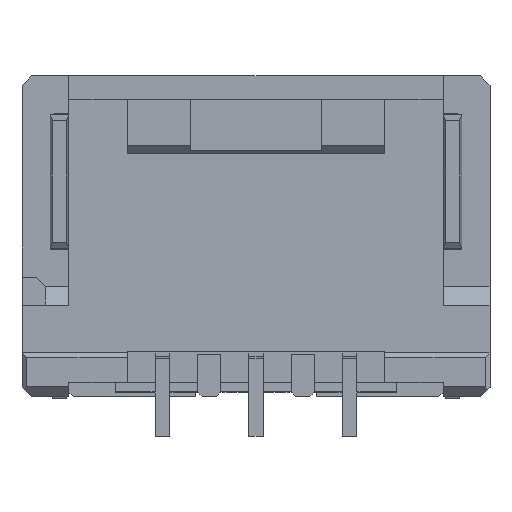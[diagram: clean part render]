
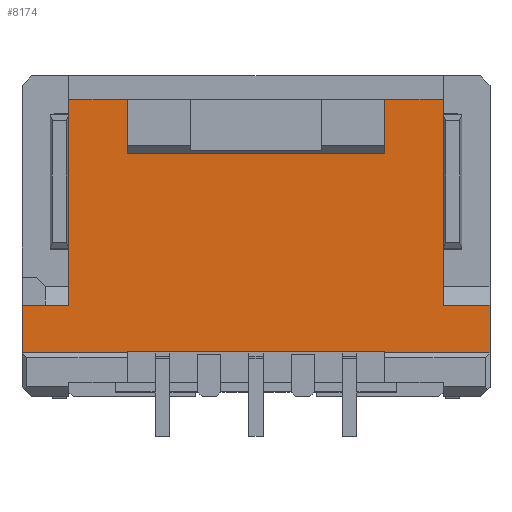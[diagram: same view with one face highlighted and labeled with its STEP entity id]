
A CAD part, top view. The second image highlights one B-rep face of the part: STEP entity #8174.
In plain terms, the highlighted planar face has unit normal (0, 0, 1).
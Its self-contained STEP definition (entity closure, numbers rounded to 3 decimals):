
#45=DIRECTION('',(0.,1.,0.));
#46=VECTOR('',#45,1.02);
#47=CARTESIAN_POINT('',(5.,-2.62,5.875));
#48=LINE('',#47,#46);
#317=DIRECTION('',(0.,1.,0.));
#318=VECTOR('',#317,4.4);
#319=CARTESIAN_POINT('',(4.,-1.6,5.875));
#320=LINE('',#319,#318);
#545=DIRECTION('',(0.,-1.,0.));
#546=VECTOR('',#545,4.4);
#547=CARTESIAN_POINT('',(-4.,2.8,5.875));
#548=LINE('',#547,#546);
#1679=DIRECTION('',(0.,1.,0.));
#1680=VECTOR('',#1679,1.02);
#1681=CARTESIAN_POINT('',(-5.,-2.62,5.875));
#1682=LINE('',#1681,#1680);
#1811=DIRECTION('',(1.,0.,0.));
#1812=VECTOR('',#1811,1.25);
#1813=CARTESIAN_POINT('',(-4.,2.8,5.875));
#1814=LINE('',#1813,#1812);
#1823=DIRECTION('',(-1.,0.,0.));
#1824=VECTOR('',#1823,1.25);
#1825=CARTESIAN_POINT('',(4.,2.8,5.875));
#1826=LINE('',#1825,#1824);
#1843=DIRECTION('',(-1.,0.,0.));
#1844=VECTOR('',#1843,5.5);
#1845=CARTESIAN_POINT('',(2.75,1.65,5.875));
#1846=LINE('',#1845,#1844);
#1883=DIRECTION('',(0.,-1.,0.));
#1884=VECTOR('',#1883,1.15);
#1885=CARTESIAN_POINT('',(2.75,2.8,5.875));
#1886=LINE('',#1885,#1884);
#1887=DIRECTION('',(0.,-1.,0.));
#1888=VECTOR('',#1887,1.15);
#1889=CARTESIAN_POINT('',(-2.75,2.8,5.875));
#1890=LINE('',#1889,#1888);
#1891=DIRECTION('',(-1.,0.,0.));
#1892=VECTOR('',#1891,1.);
#1893=CARTESIAN_POINT('',(5.,-1.6,5.875));
#1894=LINE('',#1893,#1892);
#1895=DIRECTION('',(-1.,0.,0.));
#1896=VECTOR('',#1895,2.25);
#1897=CARTESIAN_POINT('',(5.,-2.62,5.875));
#1898=LINE('',#1897,#1896);
#1899=DIRECTION('',(0.,1.,0.));
#1900=VECTOR('',#1899,0.02);
#1901=CARTESIAN_POINT('',(2.75,-2.62,5.875));
#1902=LINE('',#1901,#1900);
#1903=DIRECTION('',(-1.,0.,0.));
#1904=VECTOR('',#1903,5.5);
#1905=CARTESIAN_POINT('',(2.75,-2.6,5.875));
#1906=LINE('',#1905,#1904);
#1907=DIRECTION('',(0.,1.,0.));
#1908=VECTOR('',#1907,0.02);
#1909=CARTESIAN_POINT('',(-2.75,-2.62,5.875));
#1910=LINE('',#1909,#1908);
#1911=DIRECTION('',(-1.,0.,0.));
#1912=VECTOR('',#1911,2.25);
#1913=CARTESIAN_POINT('',(-2.75,-2.62,5.875));
#1914=LINE('',#1913,#1912);
#1915=DIRECTION('',(1.,0.,0.));
#1916=VECTOR('',#1915,1.);
#1917=CARTESIAN_POINT('',(-5.,-1.6,5.875));
#1918=LINE('',#1917,#1916);
#4407=CARTESIAN_POINT('',(-5.,-1.6,5.875));
#4408=CARTESIAN_POINT('',(-4.,-1.6,5.875));
#4409=VERTEX_POINT('',#4407);
#4410=VERTEX_POINT('',#4408);
#4417=CARTESIAN_POINT('',(-5.,-2.62,5.875));
#4418=VERTEX_POINT('',#4417);
#4439=CARTESIAN_POINT('',(5.,-1.6,5.875));
#4440=VERTEX_POINT('',#4439);
#4441=CARTESIAN_POINT('',(4.,-1.6,5.875));
#4442=VERTEX_POINT('',#4441);
#4449=CARTESIAN_POINT('',(5.,-2.62,5.875));
#4450=VERTEX_POINT('',#4449);
#5054=CARTESIAN_POINT('',(2.75,-2.6,5.875));
#5055=CARTESIAN_POINT('',(-2.75,-2.6,5.875));
#5056=VERTEX_POINT('',#5054);
#5057=VERTEX_POINT('',#5055);
#5058=CARTESIAN_POINT('',(-2.75,-2.62,5.875));
#5059=VERTEX_POINT('',#5058);
#5060=CARTESIAN_POINT('',(2.75,-2.62,5.875));
#5061=VERTEX_POINT('',#5060);
#5404=CARTESIAN_POINT('',(-2.75,1.65,5.875));
#5406=VERTEX_POINT('',#5404);
#5408=CARTESIAN_POINT('',(2.75,1.65,5.875));
#5410=VERTEX_POINT('',#5408);
#5416=CARTESIAN_POINT('',(-2.75,2.8,5.875));
#5417=VERTEX_POINT('',#5416);
#5418=CARTESIAN_POINT('',(-4.,2.8,5.875));
#5419=VERTEX_POINT('',#5418);
#5420=CARTESIAN_POINT('',(4.,2.8,5.875));
#5421=CARTESIAN_POINT('',(2.75,2.8,5.875));
#5422=VERTEX_POINT('',#5420);
#5423=VERTEX_POINT('',#5421);
#8144=CARTESIAN_POINT('',(5.,-2.62,5.875));
#8145=DIRECTION('',(0.,0.,1.));
#8146=DIRECTION('',(0.,1.,0.));
#8147=AXIS2_PLACEMENT_3D('',#8144,#8145,#8146);
#8148=PLANE('',#8147);
#8149=ORIENTED_EDGE('',*,*,#6299,.F.);
#8150=ORIENTED_EDGE('',*,*,#8052,.T.);
#8152=ORIENTED_EDGE('',*,*,#8151,.T.);
#8153=ORIENTED_EDGE('',*,*,#8091,.F.);
#8154=ORIENTED_EDGE('',*,*,#8139,.F.);
#8155=ORIENTED_EDGE('',*,*,#8057,.F.);
#8156=ORIENTED_EDGE('',*,*,#6064,.F.);
#8158=ORIENTED_EDGE('',*,*,#8157,.F.);
#8159=ORIENTED_EDGE('',*,*,#5793,.F.);
#8161=ORIENTED_EDGE('',*,*,#8160,.T.);
#8163=ORIENTED_EDGE('',*,*,#8162,.T.);
#8165=ORIENTED_EDGE('',*,*,#8164,.T.);
#8166=ORIENTED_EDGE('',*,*,#7369,.F.);
#8168=ORIENTED_EDGE('',*,*,#8167,.T.);
#8169=ORIENTED_EDGE('',*,*,#7955,.T.);
#8171=ORIENTED_EDGE('',*,*,#8170,.T.);
#8172=EDGE_LOOP('',(#8149,#8150,#8152,#8153,#8154,#8155,#8156,#8158,#8159,#8161,
#8163,#8165,#8166,#8168,#8169,#8171));
#8173=FACE_OUTER_BOUND('',#8172,.F.);
#8174=ADVANCED_FACE('',(#8173),#8148,.T.);
#5793=EDGE_CURVE('',#4450,#4440,#48,.T.);
#6064=EDGE_CURVE('',#4442,#5422,#320,.T.);
#6299=EDGE_CURVE('',#5419,#4410,#548,.T.);
#7369=EDGE_CURVE('',#5059,#5057,#1910,.T.);
#7955=EDGE_CURVE('',#4418,#4409,#1682,.T.);
#8052=EDGE_CURVE('',#5419,#5417,#1814,.T.);
#8057=EDGE_CURVE('',#5422,#5423,#1826,.T.);
#8091=EDGE_CURVE('',#5410,#5406,#1846,.T.);
#8139=EDGE_CURVE('',#5423,#5410,#1886,.T.);
#8151=EDGE_CURVE('',#5417,#5406,#1890,.T.);
#8157=EDGE_CURVE('',#4440,#4442,#1894,.T.);
#8160=EDGE_CURVE('',#4450,#5061,#1898,.T.);
#8162=EDGE_CURVE('',#5061,#5056,#1902,.T.);
#8164=EDGE_CURVE('',#5056,#5057,#1906,.T.);
#8167=EDGE_CURVE('',#5059,#4418,#1914,.T.);
#8170=EDGE_CURVE('',#4409,#4410,#1918,.T.);
